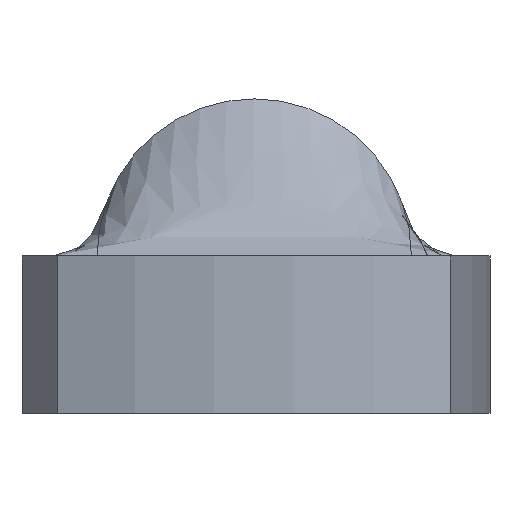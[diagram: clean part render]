
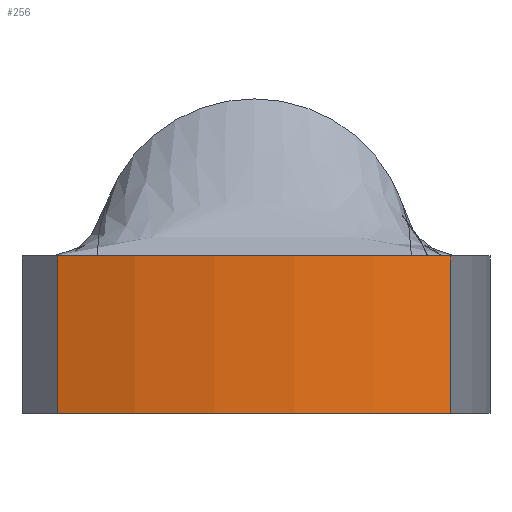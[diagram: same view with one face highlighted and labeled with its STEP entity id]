
A CAD part, front view. The second image highlights one B-rep face of the part: STEP entity #256.
In plain terms, the highlighted cylindrical face has radius 14 mm (diameter 28 mm), a partial arc.
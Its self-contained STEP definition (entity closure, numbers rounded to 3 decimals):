
#107 = CARTESIAN_POINT ( 'NONE',  ( 5., -1006.077, -4. ) ) ;
#118 = DIRECTION ( 'NONE',  ( 0., 0., 1. ) ) ;
#121 = ORIENTED_EDGE ( 'NONE', *, *, #1060, .T. ) ;
#131 = AXIS2_PLACEMENT_3D ( 'NONE', #795, #972, #961 ) ;
#181 = DIRECTION ( 'NONE',  ( -1., 0., 0. ) ) ;
#256 = ADVANCED_FACE ( 'NONE', ( #548 ), #653, .T. ) ;
#279 = EDGE_CURVE ( 'NONE', #365, #469, #841, .T. ) ;
#300 = VECTOR ( 'NONE', #118, 1000. ) ;
#302 = ORIENTED_EDGE ( 'NONE', *, *, #495, .F. ) ;
#351 = ORIENTED_EDGE ( 'NONE', *, *, #889, .F. ) ;
#354 = DIRECTION ( 'NONE',  ( 0., 0., -1. ) ) ;
#365 = VERTEX_POINT ( 'NONE', #107 ) ;
#389 = CARTESIAN_POINT ( 'NONE',  ( -5., -1006.077, -4. ) ) ;
#434 = EDGE_LOOP ( 'NONE', ( #121, #302, #351, #833 ) ) ;
#445 = VERTEX_POINT ( 'NONE', #914 ) ;
#469 = VERTEX_POINT ( 'NONE', #874 ) ;
#495 = EDGE_CURVE ( 'NONE', #1075, #445, #962, .T. ) ;
#537 = DIRECTION ( 'NONE',  ( 0., 0., 1. ) ) ;
#548 = FACE_OUTER_BOUND ( 'NONE', #434, .T. ) ;
#587 = CIRCLE ( 'NONE', #131, 14. ) ;
#598 = AXIS2_PLACEMENT_3D ( 'NONE', #904, #354, #181 ) ;
#653 = CYLINDRICAL_SURFACE ( 'NONE', #906, 14. ) ;
#715 = DIRECTION ( 'NONE',  ( 0., 0., 1. ) ) ;
#795 = CARTESIAN_POINT ( 'NONE',  ( 0., -993., -4. ) ) ;
#796 = CIRCLE ( 'NONE', #598, 14. ) ;
#806 = CARTESIAN_POINT ( 'NONE',  ( 5., -1006.077, -4. ) ) ;
#833 = ORIENTED_EDGE ( 'NONE', *, *, #279, .T. ) ;
#841 = LINE ( 'NONE', #806, #1122 ) ;
#874 = CARTESIAN_POINT ( 'NONE',  ( 5., -1006.077, 0. ) ) ;
#889 = EDGE_CURVE ( 'NONE', #365, #1075, #587, .T. ) ;
#904 = CARTESIAN_POINT ( 'NONE',  ( 0., -993., 0. ) ) ;
#906 = AXIS2_PLACEMENT_3D ( 'NONE', #1148, #715, #988 ) ;
#912 = CARTESIAN_POINT ( 'NONE',  ( -5., -1006.077, -4. ) ) ;
#914 = CARTESIAN_POINT ( 'NONE',  ( -5., -1006.077, 0. ) ) ;
#961 = DIRECTION ( 'NONE',  ( -1., 0., 0. ) ) ;
#962 = LINE ( 'NONE', #389, #300 ) ;
#972 = DIRECTION ( 'NONE',  ( 0., 0., -1. ) ) ;
#988 = DIRECTION ( 'NONE',  ( 1., 0., 0. ) ) ;
#1060 = EDGE_CURVE ( 'NONE', #469, #445, #796, .T. ) ;
#1075 = VERTEX_POINT ( 'NONE', #912 ) ;
#1122 = VECTOR ( 'NONE', #537, 1000. ) ;
#1148 = CARTESIAN_POINT ( 'NONE',  ( 0., -993., -4. ) ) ;
